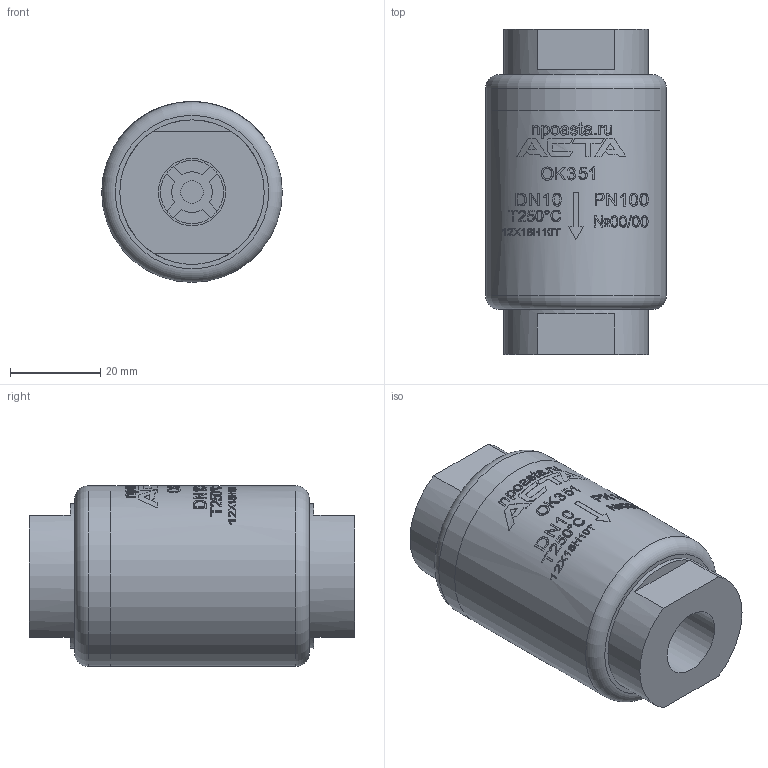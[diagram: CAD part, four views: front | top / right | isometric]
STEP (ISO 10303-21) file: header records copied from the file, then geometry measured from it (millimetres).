
FILE_DESCRIPTION(('STEP AP203'), '1');
FILE_NAME('吾疣蝽 觌囡囗 _ 姥依 问 351.010.000.00 蚜', '', ('UNSPECIFIED'), ('UNSPECIFIED'), 'C3D Converter', 'C3D Toolkit', '');
FILE_SCHEMA(('CONFIG_CONTROL_DESIGN'));
Length unit declared in the file: millimetre
Products named in the file (6): АСТА ОК 351.010.000.00 СБ; АСТА ОК 351.010.000.01; АСТА ОК 351.015.000.02; АСТА ОК 351.010.000.03; АСТА ОК 351.015.000.04
Assembly tree (5 placements, depth 2):
  АСТА ОК 351.010.000.00 СБ
    АСТА ОК 351.010.000.01
    АСТА ОК 351.015.000.02
    АСТА ОК 351.010.000.03
    АСТА ОК 351.015.000.04
    (unnamed)
Bounding box: 40 x 72 x 40.05 mm (x, y, z)
Volume: 62340 mm3; surface area: 21677.2 mm2
Topology: 5 solids, 5 shells, 1696 faces, 4795 edges, 3194 vertices
Faces by surface type: plane 1293, extrusion 287, cylinder 103, cone 8, torus 4, bspline 1
Full cylindrical faces by diameter (mm): 5 x2, 6.5 x1, 7 x1, 10 x1, 14 x1, 14.9 x2, 17 x1, 21 x1, 27.8 x1, 28 x2, 28.16 x1, 30 x1, 32 x2, 40 x2
Entity records: 79147 total; most frequent: CARTESIAN_POINT 28913, ORIENTED_EDGE 9506, DIRECTION 5531, EDGE_CURVE 4753, VERTEX_POINT 3187, VECTOR 2093, EDGE_LOOP 1826, LINE 1806
